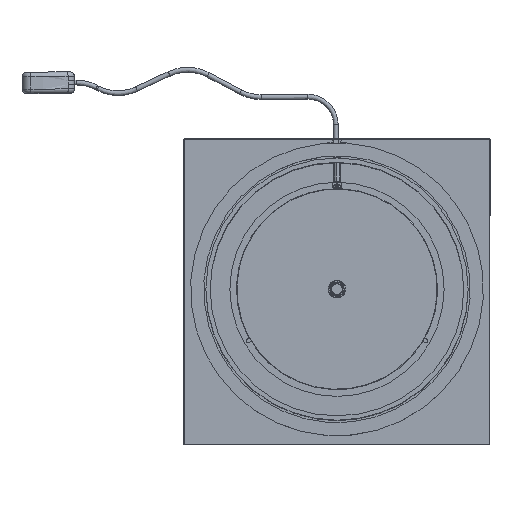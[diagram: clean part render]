
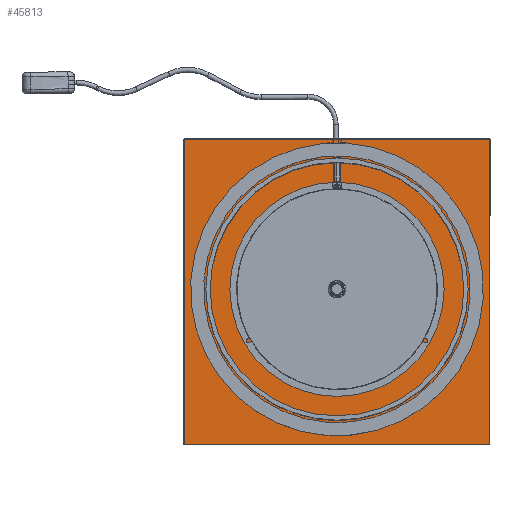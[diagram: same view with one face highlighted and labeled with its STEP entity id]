
A CAD part, top view. The second image highlights one B-rep face of the part: STEP entity #45813.
In plain terms, the highlighted planar face has unit normal (0, 0, 1).
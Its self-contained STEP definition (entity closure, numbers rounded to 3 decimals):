
#77 = CARTESIAN_POINT ( 'NONE',  ( -10., 0., 10. ) ) ;
#326 = CARTESIAN_POINT ( 'NONE',  ( 174.5, 175., 10. ) ) ;
#372 = CARTESIAN_POINT ( 'NONE',  ( 12.6, 0., 10. ) ) ;
#1000 = EDGE_LOOP ( 'NONE', ( #37364, #48650 ) ) ;
#1205 = AXIS2_PLACEMENT_3D ( 'NONE', #29175, #45527, #8278 ) ;
#1476 = VERTEX_POINT ( 'NONE', #31021 ) ;
#1727 = EDGE_CURVE ( 'NONE', #39349, #1476, #22918, .T. ) ;
#2521 = CARTESIAN_POINT ( 'NONE',  ( -174.5, -174.5, 10. ) ) ;
#2635 = DIRECTION ( 'NONE',  ( 0., 0., -1. ) ) ;
#2880 = CARTESIAN_POINT ( 'NONE',  ( -174.5, 174.5, 10. ) ) ;
#3174 = CARTESIAN_POINT ( 'NONE',  ( -10., 0., 10. ) ) ;
#3523 = VERTEX_POINT ( 'NONE', #2521 ) ;
#4080 = DIRECTION ( 'NONE',  ( 0., 0., 1. ) ) ;
#4434 = AXIS2_PLACEMENT_3D ( 'NONE', #77, #29282, #53808 ) ;
#4528 = CARTESIAN_POINT ( 'NONE',  ( -174.5, -175., 10. ) ) ;
#4716 = DIRECTION ( 'NONE',  ( 0., -1., 0. ) ) ;
#4997 = VERTEX_POINT ( 'NONE', #46649 ) ;
#6170 = AXIS2_PLACEMENT_3D ( 'NONE', #3174, #11639, #48701 ) ;
#6280 = ORIENTED_EDGE ( 'NONE', *, *, #14197, .F. ) ;
#6292 = LINE ( 'NONE', #14281, #36795 ) ;
#6527 = CARTESIAN_POINT ( 'NONE',  ( -25., -35., 10. ) ) ;
#6581 = EDGE_CURVE ( 'NONE', #29131, #4997, #21286, .T. ) ;
#7116 = FACE_BOUND ( 'NONE', #9763, .T. ) ;
#7147 = EDGE_LOOP ( 'NONE', ( #22008, #15623, #23294, #9684 ) ) ;
#8278 = DIRECTION ( 'NONE',  ( 1., 0., 0. ) ) ;
#8408 = CARTESIAN_POINT ( 'NONE',  ( 10., 0., 10. ) ) ;
#9175 = DIRECTION ( 'NONE',  ( 1., 0., 0. ) ) ;
#9423 = CARTESIAN_POINT ( 'NONE',  ( -12.6, 0., 10. ) ) ;
#9684 = ORIENTED_EDGE ( 'NONE', *, *, #22605, .T. ) ;
#9763 = EDGE_LOOP ( 'NONE', ( #44767, #12306 ) ) ;
#9843 = DIRECTION ( 'NONE',  ( 0., 0., 1. ) ) ;
#9897 = EDGE_CURVE ( 'NONE', #38790, #43399, #35939, .T. ) ;
#10392 = AXIS2_PLACEMENT_3D ( 'NONE', #6527, #27395, #35011 ) ;
#11274 = CARTESIAN_POINT ( 'NONE',  ( 0., 0., 10. ) ) ;
#11639 = DIRECTION ( 'NONE',  ( 0., 0., 1. ) ) ;
#12306 = ORIENTED_EDGE ( 'NONE', *, *, #22016, .F. ) ;
#12434 = CARTESIAN_POINT ( 'NONE',  ( 7.4, 0., 10. ) ) ;
#13913 = EDGE_CURVE ( 'NONE', #38764, #24556, #27148, .T. ) ;
#13948 = AXIS2_PLACEMENT_3D ( 'NONE', #26051, #34038, #9175 ) ;
#14197 = EDGE_CURVE ( 'NONE', #32802, #47392, #29088, .T. ) ;
#14281 = CARTESIAN_POINT ( 'NONE',  ( -174.5, 174.5, 10. ) ) ;
#14654 = EDGE_CURVE ( 'NONE', #47392, #32802, #27708, .T. ) ;
#15623 = ORIENTED_EDGE ( 'NONE', *, *, #40940, .T. ) ;
#16121 = VECTOR ( 'NONE', #29355, 1000. ) ;
#16554 = CARTESIAN_POINT ( 'NONE',  ( 32., -35., 10. ) ) ;
#18005 = EDGE_CURVE ( 'NONE', #4997, #29131, #37735, .T. ) ;
#19814 = EDGE_LOOP ( 'NONE', ( #36165, #46254 ) ) ;
#20935 = DIRECTION ( 'NONE',  ( 1., 0., 0. ) ) ;
#21075 = EDGE_CURVE ( 'NONE', #1476, #39349, #25049, .T. ) ;
#21286 = CIRCLE ( 'NONE', #10392, 7. ) ;
#22008 = ORIENTED_EDGE ( 'NONE', *, *, #13913, .T. ) ;
#22016 = EDGE_CURVE ( 'NONE', #48381, #44552, #41987, .T. ) ;
#22340 = CARTESIAN_POINT ( 'NONE',  ( 18., -35., 10. ) ) ;
#22605 = EDGE_CURVE ( 'NONE', #3523, #38764, #41879, .T. ) ;
#22869 = CARTESIAN_POINT ( 'NONE',  ( -32., -35., 10. ) ) ;
#22918 = CIRCLE ( 'NONE', #1205, 6. ) ;
#23294 = ORIENTED_EDGE ( 'NONE', *, *, #24848, .T. ) ;
#23503 = CARTESIAN_POINT ( 'NONE',  ( 6., 0., 10. ) ) ;
#23627 = DIRECTION ( 'NONE',  ( -1., 0., 0. ) ) ;
#24556 = VERTEX_POINT ( 'NONE', #27213 ) ;
#24823 = EDGE_CURVE ( 'NONE', #44552, #48381, #52423, .T. ) ;
#24848 = EDGE_CURVE ( 'NONE', #45247, #3523, #28350, .T. ) ;
#25049 = CIRCLE ( 'NONE', #28204, 6. ) ;
#25558 = DIRECTION ( 'NONE',  ( 0., 0., 1. ) ) ;
#25594 = ORIENTED_EDGE ( 'NONE', *, *, #14654, .F. ) ;
#26051 = CARTESIAN_POINT ( 'NONE',  ( 25., -35., 10. ) ) ;
#26580 = FACE_BOUND ( 'NONE', #47884, .T. ) ;
#26641 = DIRECTION ( 'NONE',  ( 0., 0., 1. ) ) ;
#26998 = EDGE_LOOP ( 'NONE', ( #25594, #6280 ) ) ;
#27148 = LINE ( 'NONE', #326, #16121 ) ;
#27213 = CARTESIAN_POINT ( 'NONE',  ( 174.5, 174.5, 10. ) ) ;
#27395 = DIRECTION ( 'NONE',  ( 0., 0., -1. ) ) ;
#27708 = CIRCLE ( 'NONE', #6170, 2.6 ) ;
#27897 = CARTESIAN_POINT ( 'NONE',  ( 174.5, -174.5, 10. ) ) ;
#28204 = AXIS2_PLACEMENT_3D ( 'NONE', #11274, #48342, #40147 ) ;
#28350 = LINE ( 'NONE', #4528, #32258 ) ;
#29088 = CIRCLE ( 'NONE', #4434, 2.6 ) ;
#29131 = VERTEX_POINT ( 'NONE', #22869 ) ;
#29175 = CARTESIAN_POINT ( 'NONE',  ( 0., 0., 10. ) ) ;
#29282 = DIRECTION ( 'NONE',  ( 0., 0., 1. ) ) ;
#29355 = DIRECTION ( 'NONE',  ( 0., 1., 0. ) ) ;
#31021 = CARTESIAN_POINT ( 'NONE',  ( -6., 0., 10. ) ) ;
#31055 = AXIS2_PLACEMENT_3D ( 'NONE', #45934, #25558, #34081 ) ;
#31084 = ORIENTED_EDGE ( 'NONE', *, *, #18005, .T. ) ;
#32258 = VECTOR ( 'NONE', #4716, 1000. ) ;
#32802 = VERTEX_POINT ( 'NONE', #9423 ) ;
#34038 = DIRECTION ( 'NONE',  ( 0., 0., 1. ) ) ;
#34081 = DIRECTION ( 'NONE',  ( 1., 0., 0. ) ) ;
#34462 = DIRECTION ( 'NONE',  ( 1., 0., 0. ) ) ;
#35011 = DIRECTION ( 'NONE',  ( -1., 0., 0. ) ) ;
#35366 = VECTOR ( 'NONE', #20935, 1000. ) ;
#35939 = CIRCLE ( 'NONE', #37969, 2.6 ) ;
#36107 = ORIENTED_EDGE ( 'NONE', *, *, #6581, .T. ) ;
#36165 = ORIENTED_EDGE ( 'NONE', *, *, #43576, .F. ) ;
#36795 = VECTOR ( 'NONE', #39321, 1000. ) ;
#37092 = CARTESIAN_POINT ( 'NONE',  ( 175., -174.5, 10. ) ) ;
#37364 = ORIENTED_EDGE ( 'NONE', *, *, #1727, .F. ) ;
#37735 = CIRCLE ( 'NONE', #44758, 7. ) ;
#37922 = CIRCLE ( 'NONE', #41654, 2.6 ) ;
#37969 = AXIS2_PLACEMENT_3D ( 'NONE', #8408, #4080, #49818 ) ;
#38764 = VERTEX_POINT ( 'NONE', #27897 ) ;
#38790 = VERTEX_POINT ( 'NONE', #12434 ) ;
#38916 = FACE_OUTER_BOUND ( 'NONE', #7147, .T. ) ;
#39321 = DIRECTION ( 'NONE',  ( -1., 0., 0. ) ) ;
#39349 = VERTEX_POINT ( 'NONE', #23503 ) ;
#39436 = PLANE ( 'NONE',  #47616 ) ;
#40147 = DIRECTION ( 'NONE',  ( 1., 0., 0. ) ) ;
#40257 = FACE_BOUND ( 'NONE', #26998, .T. ) ;
#40940 = EDGE_CURVE ( 'NONE', #24556, #45247, #6292, .T. ) ;
#41654 = AXIS2_PLACEMENT_3D ( 'NONE', #47010, #26641, #34462 ) ;
#41879 = LINE ( 'NONE', #37092, #35366 ) ;
#41987 = CIRCLE ( 'NONE', #13948, 7. ) ;
#43399 = VERTEX_POINT ( 'NONE', #372 ) ;
#43482 = CARTESIAN_POINT ( 'NONE',  ( 0., 0., 10. ) ) ;
#43576 = EDGE_CURVE ( 'NONE', #43399, #38790, #37922, .T. ) ;
#44197 = FACE_BOUND ( 'NONE', #1000, .T. ) ;
#44389 = CARTESIAN_POINT ( 'NONE',  ( -25., -35., 10. ) ) ;
#44552 = VERTEX_POINT ( 'NONE', #16554 ) ;
#44758 = AXIS2_PLACEMENT_3D ( 'NONE', #44389, #2635, #23627 ) ;
#44767 = ORIENTED_EDGE ( 'NONE', *, *, #24823, .F. ) ;
#45247 = VERTEX_POINT ( 'NONE', #2880 ) ;
#45527 = DIRECTION ( 'NONE',  ( 0., 0., 1. ) ) ;
#45813 = ADVANCED_FACE ( 'NONE', ( #7116, #46782, #40257, #44197, #38916, #26580 ), #39436, .T. ) ;
#45934 = CARTESIAN_POINT ( 'NONE',  ( 25., -35., 10. ) ) ;
#46219 = CARTESIAN_POINT ( 'NONE',  ( -7.4, 0., 10. ) ) ;
#46254 = ORIENTED_EDGE ( 'NONE', *, *, #9897, .F. ) ;
#46649 = CARTESIAN_POINT ( 'NONE',  ( -18., -35., 10. ) ) ;
#46782 = FACE_BOUND ( 'NONE', #19814, .T. ) ;
#47010 = CARTESIAN_POINT ( 'NONE',  ( 10., 0., 10. ) ) ;
#47392 = VERTEX_POINT ( 'NONE', #46219 ) ;
#47616 = AXIS2_PLACEMENT_3D ( 'NONE', #43482, #9843, #47643 ) ;
#47643 = DIRECTION ( 'NONE',  ( 1., 0., 0. ) ) ;
#47884 = EDGE_LOOP ( 'NONE', ( #31084, #36107 ) ) ;
#48342 = DIRECTION ( 'NONE',  ( 0., 0., 1. ) ) ;
#48381 = VERTEX_POINT ( 'NONE', #22340 ) ;
#48650 = ORIENTED_EDGE ( 'NONE', *, *, #21075, .F. ) ;
#48701 = DIRECTION ( 'NONE',  ( 1., 0., 0. ) ) ;
#49818 = DIRECTION ( 'NONE',  ( 1., 0., 0. ) ) ;
#52423 = CIRCLE ( 'NONE', #31055, 7. ) ;
#53808 = DIRECTION ( 'NONE',  ( 1., 0., 0. ) ) ;
